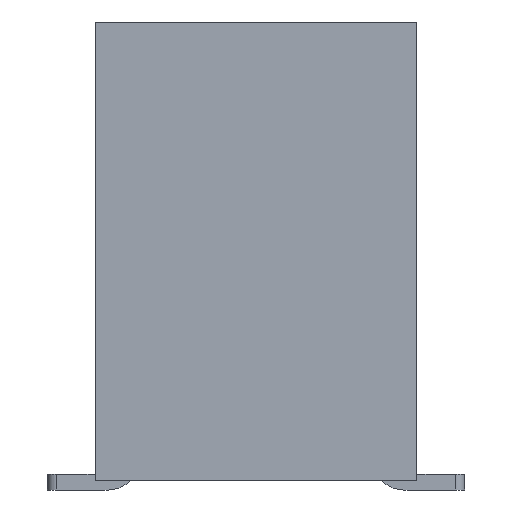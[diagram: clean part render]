
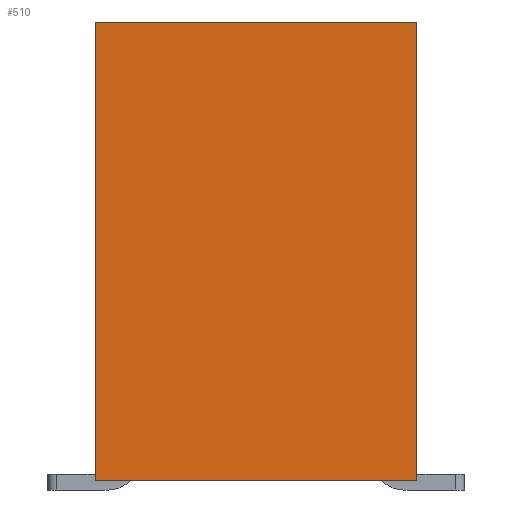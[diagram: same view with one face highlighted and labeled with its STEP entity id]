
A CAD part, left-side view. The second image highlights one B-rep face of the part: STEP entity #510.
In plain terms, the highlighted planar face has unit normal (-1, 0, 0).
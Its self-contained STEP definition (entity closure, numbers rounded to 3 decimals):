
#510=ADVANCED_FACE('',(#2460),#1504,.T.);
#1504=PLANE('',#19261);
#2460=FACE_OUTER_BOUND('',#3528,.T.);
#3528=EDGE_LOOP('',(#5176,#5177,#5178,#5179));
#5176=ORIENTED_EDGE('',*,*,#12272,.T.);
#5177=ORIENTED_EDGE('',*,*,#12233,.T.);
#5178=ORIENTED_EDGE('',*,*,#12333,.F.);
#5179=ORIENTED_EDGE('',*,*,#12334,.T.);
#10475=VERTEX_POINT('',#26588);
#10477=VERTEX_POINT('',#26592);
#10510=VERTEX_POINT('',#26666);
#10558=VERTEX_POINT('',#26776);
#12233=EDGE_CURVE('',#10475,#10477,#14943,.T.);
#12272=EDGE_CURVE('',#10510,#10475,#14982,.T.);
#12333=EDGE_CURVE('',#10558,#10477,#15043,.T.);
#12334=EDGE_CURVE('',#10558,#10510,#15044,.T.);
#14943=LINE('',#26593,#17349);
#14982=LINE('',#26665,#17388);
#15043=LINE('',#26775,#17449);
#15044=LINE('',#26777,#17450);
#17349=VECTOR('',#21092,1.);
#17388=VECTOR('',#21133,1.);
#17449=VECTOR('',#21196,1.);
#17450=VECTOR('',#21197,1.);
#19261=AXIS2_PLACEMENT_3D('',#26778,#21198,#21199);
#21092=DIRECTION('',(0.,1.,0.));
#21133=DIRECTION('',(0.,0.,1.));
#21196=DIRECTION('',(0.,0.,1.));
#21197=DIRECTION('',(0.,-1.,0.));
#21198=DIRECTION('',(-1.,0.,0.));
#21199=DIRECTION('',(0.,0.,1.));
#26588=CARTESIAN_POINT('',(0.,0.,6.8));
#26592=CARTESIAN_POINT('',(0.,5.08,6.8));
#26593=CARTESIAN_POINT('',(0.,2.54,6.8));
#26665=CARTESIAN_POINT('',(0.,0.,0.));
#26666=CARTESIAN_POINT('',(0.,0.,-0.45));
#26775=CARTESIAN_POINT('',(0.,5.08,0.));
#26776=CARTESIAN_POINT('',(0.,5.08,-0.45));
#26777=CARTESIAN_POINT('',(0.,5.08,-0.45));
#26778=CARTESIAN_POINT('',(0.,2.54,0.));
